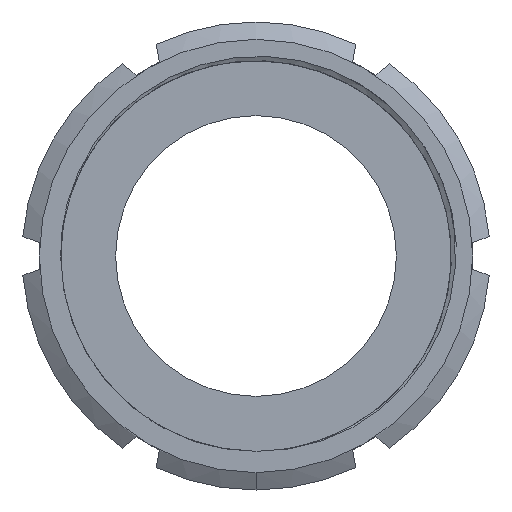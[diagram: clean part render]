
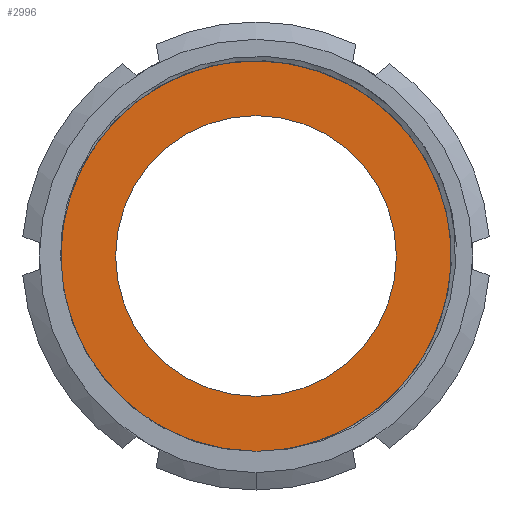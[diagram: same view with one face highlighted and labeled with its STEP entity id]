
A CAD part, left-side view. The second image highlights one B-rep face of the part: STEP entity #2996.
In plain terms, the highlighted planar face has unit normal (-1, 0, 0).
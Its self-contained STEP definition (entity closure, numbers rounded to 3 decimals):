
#34 = ORIENTED_EDGE ( 'NONE', *, *, #6424, .T. ) ;
#187 = EDGE_LOOP ( 'NONE', ( #34, #5229 ) ) ;
#301 = CARTESIAN_POINT ( 'NONE',  ( 7.5, 0., 0. ) ) ;
#307 = DIRECTION ( 'NONE',  ( -1., 0., 0. ) ) ;
#948 = AXIS2_PLACEMENT_3D ( 'NONE', #5923, #1250, #2768 ) ;
#1039 = CIRCLE ( 'NONE', #1911, 21. ) ;
#1133 = VERTEX_POINT ( 'NONE', #6264 ) ;
#1250 = DIRECTION ( 'NONE',  ( -1., 0., 0. ) ) ;
#1341 = DIRECTION ( 'NONE',  ( 1., 0., 0. ) ) ;
#1400 = EDGE_LOOP ( 'NONE', ( #1545, #6335 ) ) ;
#1545 = ORIENTED_EDGE ( 'NONE', *, *, #2873, .F. ) ;
#1579 = AXIS2_PLACEMENT_3D ( 'NONE', #6606, #1341, #2012 ) ;
#1888 = DIRECTION ( 'NONE',  ( 0., 0., 1. ) ) ;
#1911 = AXIS2_PLACEMENT_3D ( 'NONE', #4411, #3413, #2468 ) ;
#2012 = DIRECTION ( 'NONE',  ( 0., 0., -1. ) ) ;
#2343 = CIRCLE ( 'NONE', #6092, 21. ) ;
#2468 = DIRECTION ( 'NONE',  ( 0., 0., 1. ) ) ;
#2768 = DIRECTION ( 'NONE',  ( 0., 0., 1. ) ) ;
#2873 = EDGE_CURVE ( 'NONE', #6239, #1133, #2343, .T. ) ;
#2996 = ADVANCED_FACE ( 'NONE', ( #5916, #5453 ), #3970, .F. ) ;
#3413 = DIRECTION ( 'NONE',  ( -1., 0., 0. ) ) ;
#3430 = AXIS2_PLACEMENT_3D ( 'NONE', #4408, #307, #1888 ) ;
#3970 = PLANE ( 'NONE',  #1579 ) ;
#4196 = VERTEX_POINT ( 'NONE', #5597 ) ;
#4408 = CARTESIAN_POINT ( 'NONE',  ( 7.5, 0., 0. ) ) ;
#4411 = CARTESIAN_POINT ( 'NONE',  ( 7.5, 0., 0. ) ) ;
#4474 = CARTESIAN_POINT ( 'NONE',  ( 7.5, 0., 31.012 ) ) ;
#4839 = DIRECTION ( 'NONE',  ( -1., 0., 0. ) ) ;
#4870 = DIRECTION ( 'NONE',  ( 0., 0., 1. ) ) ;
#4947 = EDGE_CURVE ( 'NONE', #1133, #6239, #1039, .T. ) ;
#4962 = VERTEX_POINT ( 'NONE', #4474 ) ;
#5229 = ORIENTED_EDGE ( 'NONE', *, *, #6248, .T. ) ;
#5394 = CARTESIAN_POINT ( 'NONE',  ( 7.5, 0., 21. ) ) ;
#5453 = FACE_OUTER_BOUND ( 'NONE', #187, .T. ) ;
#5469 = CIRCLE ( 'NONE', #948, 31.012 ) ;
#5597 = CARTESIAN_POINT ( 'NONE',  ( 7.5, 0., -31.012 ) ) ;
#5916 = FACE_BOUND ( 'NONE', #1400, .T. ) ;
#5923 = CARTESIAN_POINT ( 'NONE',  ( 7.5, 0., 0. ) ) ;
#6092 = AXIS2_PLACEMENT_3D ( 'NONE', #301, #4839, #4870 ) ;
#6239 = VERTEX_POINT ( 'NONE', #5394 ) ;
#6248 = EDGE_CURVE ( 'NONE', #4196, #4962, #5469, .T. ) ;
#6264 = CARTESIAN_POINT ( 'NONE',  ( 7.5, 0., -21. ) ) ;
#6319 = CIRCLE ( 'NONE', #3430, 31.012 ) ;
#6335 = ORIENTED_EDGE ( 'NONE', *, *, #4947, .F. ) ;
#6424 = EDGE_CURVE ( 'NONE', #4962, #4196, #6319, .T. ) ;
#6606 = CARTESIAN_POINT ( 'NONE',  ( 7.5, 21., 0. ) ) ;
